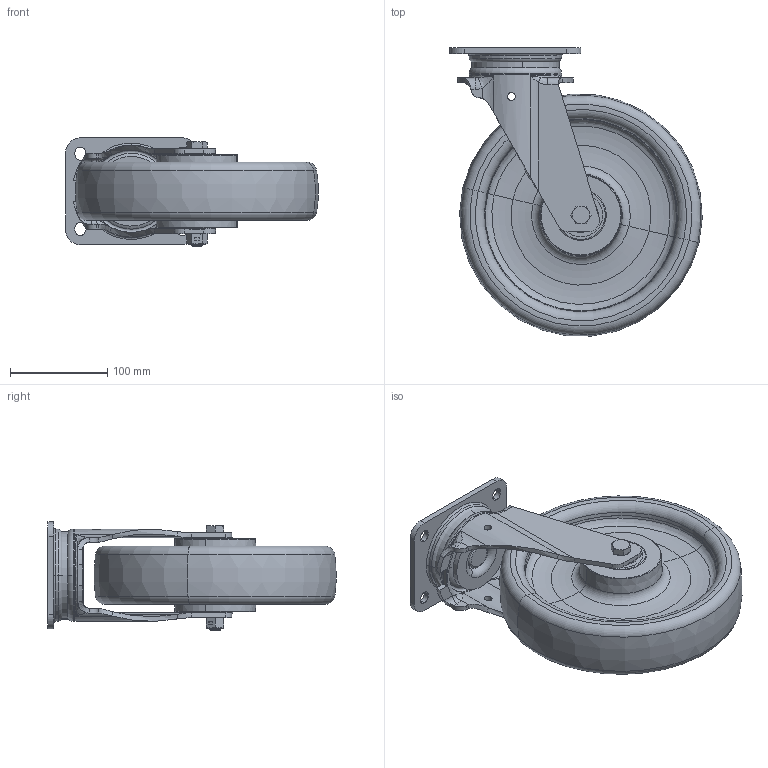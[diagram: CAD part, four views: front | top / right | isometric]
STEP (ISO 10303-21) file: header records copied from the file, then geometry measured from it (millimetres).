
FILE_DESCRIPTION (( 'STEP AP214' ), '1' );
FILE_NAME ('0023349BL_L-L-IM-PAM-250-K-3_(A-02).step', '2024-10-15T09:47:58', ( '' ), ( '' ), 'SwSTEP 2.0', 'SolidWorks 2020', '' );
FILE_SCHEMA (( 'AUTOMOTIVE_DESIGN' ));
Length unit declared in the file: millimetre
Products named in the file (1): 0023349BL_L-L-IM-PAM-250-K-3_(A-02)
Bounding box: 259.81 x 296.37 x 111.5 mm (x, y, z)
Volume: 2175748 mm3; surface area: 359709.6 mm2
Topology: 23 solids, 23 shells, 555 faces, 1202 edges, 708 vertices
Faces by surface type: cylinder 178, torus 150, plane 137, cone 62, bspline 28
Entity records: 23378 total; most frequent: CARTESIAN_POINT 4638, DIRECTION 2856, ORIENTED_EDGE 2388, AXIS2_PLACEMENT_3D 1234, EDGE_CURVE 1194, VERTEX_POINT 708, CIRCLE 706, EDGE_LOOP 636
